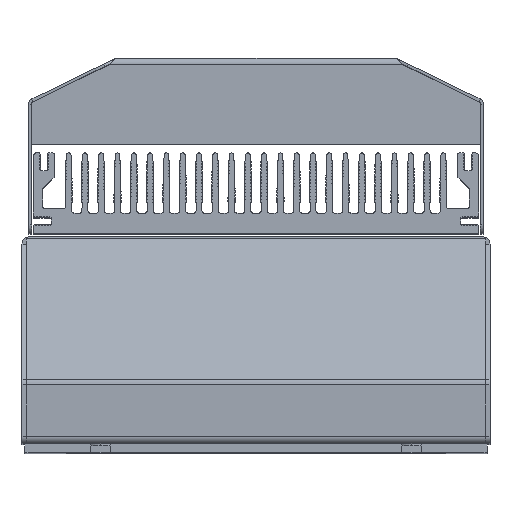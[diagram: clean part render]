
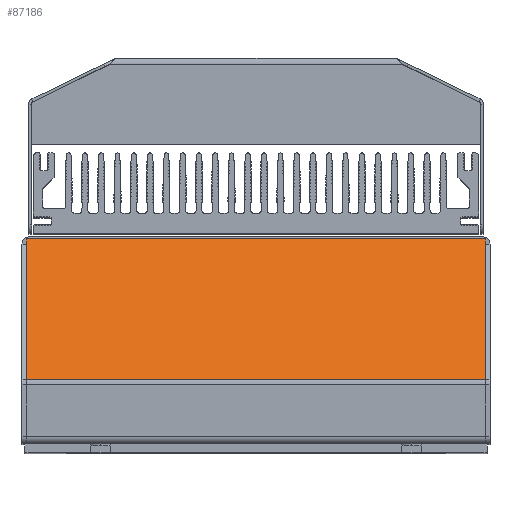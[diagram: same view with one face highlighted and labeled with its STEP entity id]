
A CAD part, top view. The second image highlights one B-rep face of the part: STEP entity #87186.
In plain terms, the highlighted planar face has unit normal (0, 0.707, 0.707).
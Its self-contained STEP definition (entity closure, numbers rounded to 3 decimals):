
#82082=DIRECTION('',(-1.,0.,0.));
#82083=VECTOR('',#82082,155.);
#82084=CARTESIAN_POINT('',(3.25,-1.232,112.732));
#82085=LINE('',#82084,#82083);
#82108=DIRECTION('',(0.,0.707,-0.707));
#82109=VECTOR('',#82108,64.725);
#82110=CARTESIAN_POINT('',(3.25,-48.768,160.268));
#82111=LINE('',#82110,#82109);
#82610=DIRECTION('',(0.,0.707,-0.707));
#82611=VECTOR('',#82610,2.5);
#82612=CARTESIAN_POINT('',(3.25,-3.,114.5));
#82613=LINE('',#82612,#82611);
#83680=DIRECTION('',(0.,-0.707,0.707));
#83681=VECTOR('',#83680,2.5);
#83682=CARTESIAN_POINT('',(-151.75,-1.232,112.732));
#83683=LINE('',#83682,#83681);
#83704=DIRECTION('',(0.,-0.707,0.707));
#83705=VECTOR('',#83704,64.725);
#83706=CARTESIAN_POINT('',(-151.75,-3.,114.5));
#83707=LINE('',#83706,#83705);
#83725=DIRECTION('',(1.,0.,0.));
#83726=VECTOR('',#83725,155.);
#83727=CARTESIAN_POINT('',(-151.75,-48.768,160.268));
#83728=LINE('',#83727,#83726);
#85105=CARTESIAN_POINT('',(-151.75,-1.232,112.732));
#85107=VERTEX_POINT('',#85105);
#85108=CARTESIAN_POINT('',(3.25,-1.232,112.732));
#85109=VERTEX_POINT('',#85108);
#85110=CARTESIAN_POINT('',(-151.75,-48.768,160.268));
#85111=CARTESIAN_POINT('',(3.25,-48.768,160.268));
#85112=VERTEX_POINT('',#85110);
#85113=VERTEX_POINT('',#85111);
#85228=CARTESIAN_POINT('',(-151.75,-3.,114.5));
#85229=VERTEX_POINT('',#85228);
#85316=CARTESIAN_POINT('',(3.25,-3.,114.5));
#85317=VERTEX_POINT('',#85316);
#87168=CARTESIAN_POINT('',(-74.25,-25.,136.5));
#87169=DIRECTION('',(0.,0.707,0.707));
#87170=DIRECTION('',(0.,-0.707,0.707));
#87171=AXIS2_PLACEMENT_3D('',#87168,#87169,#87170);
#87172=PLANE('',#87171);
#87174=ORIENTED_EDGE('',*,*,#87173,.F.);
#87176=ORIENTED_EDGE('',*,*,#87175,.F.);
#87178=ORIENTED_EDGE('',*,*,#87177,.F.);
#87180=ORIENTED_EDGE('',*,*,#87179,.F.);
#87181=ORIENTED_EDGE('',*,*,#87158,.F.);
#87183=ORIENTED_EDGE('',*,*,#87182,.F.);
#87184=EDGE_LOOP('',(#87174,#87176,#87178,#87180,#87181,#87183));
#87185=FACE_OUTER_BOUND('',#87184,.F.);
#87186=ADVANCED_FACE('',(#87185),#87172,.T.);
#87158=EDGE_CURVE('',#85109,#85107,#82085,.T.);
#87173=EDGE_CURVE('',#85113,#85317,#82111,.T.);
#87175=EDGE_CURVE('',#85112,#85113,#83728,.T.);
#87177=EDGE_CURVE('',#85229,#85112,#83707,.T.);
#87179=EDGE_CURVE('',#85107,#85229,#83683,.T.);
#87182=EDGE_CURVE('',#85317,#85109,#82613,.T.);
